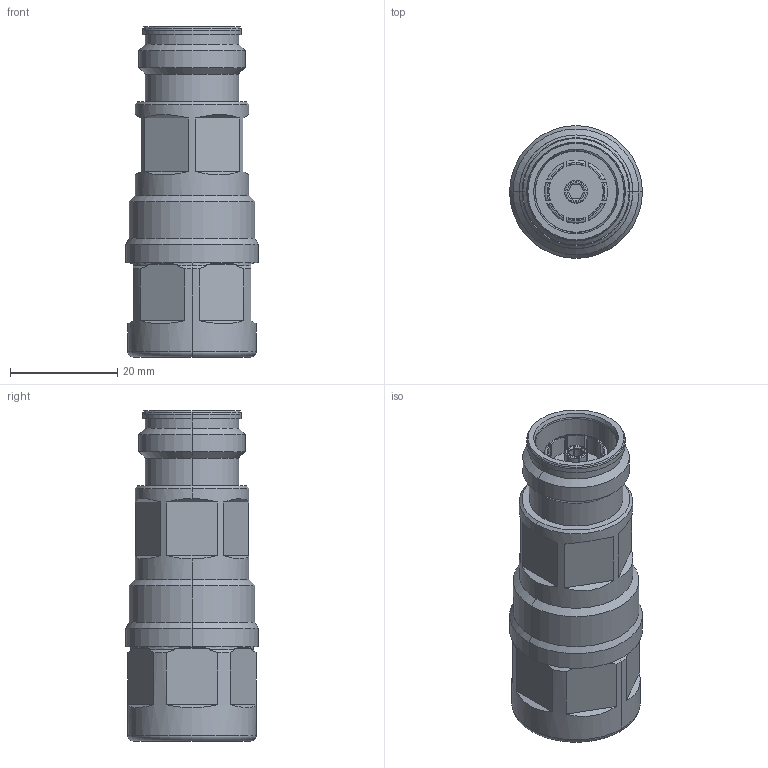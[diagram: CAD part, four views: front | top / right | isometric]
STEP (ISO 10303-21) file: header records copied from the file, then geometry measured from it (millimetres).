
FILE_DESCRIPTION (( 'STEP AP214' ), '1' );
FILE_NAME ('J01441A0008.STEP', '2019-10-01T07:40:21', ( '' ), ( '' ), 'SwSTEP 2.0', 'SolidWorks 2018', '' );
FILE_SCHEMA (( 'AUTOMOTIVE_DESIGN' ));
Length unit declared in the file: millimetre
Products named in the file (1): J01441A0008
Bounding box: 24.8 x 24.8 x 61.65 mm (x, y, z)
Volume: 19718.1 mm3; surface area: 7453.9 mm2
Topology: 2 solids, 2 shells, 228 faces, 563 edges, 362 vertices
Faces by surface type: plane 87, cylinder 52, cone 51, torus 34, bspline 4
Entity records: 9584 total; most frequent: CARTESIAN_POINT 1896, ORIENTED_EDGE 1126, DIRECTION 1023, EDGE_CURVE 563, AXIS2_PLACEMENT_3D 403, VERTEX_POINT 362, EDGE_LOOP 253, UNCERTAINTY_MEASURE_WITH_UNIT 230
